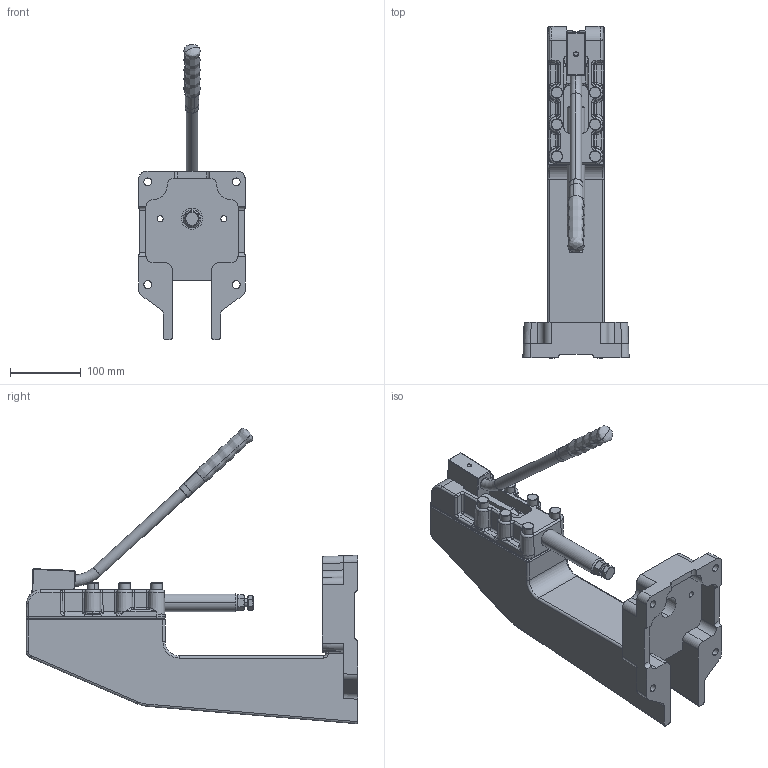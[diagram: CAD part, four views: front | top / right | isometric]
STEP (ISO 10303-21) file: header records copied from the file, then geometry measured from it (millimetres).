
FILE_DESCRIPTION (( 'STEP AP214' ), '1' );
FILE_NAME ('GH-32500PR(Â²¤Æ)-1.STEP', '2020-06-18T07:13:19', ( 'LinWei' ), ( '' ), 'SwSTEP 2.0', 'SolidWorks 2016', '' );
FILE_SCHEMA (( 'AUTOMOTIVE_DESIGN' ));
Length unit declared in the file: millimetre
Products named in the file (7): GH-32500MB(簡化)-1^GH-32500PR(簡化)-1; Group5^GH-32500PR(簡化)-1; Group4^GH-32500PR(簡化)-1; Group3^GH-32500PR(簡化)-1; Group2^GH-32500PR(簡化)-1; Group1^GH-32500PR(簡化)-1; GH-32500PR(簡化)-1
Assembly tree (6 placements, depth 2):
  GH-32500PR(簡化)-1
    Group1^GH-32500PR(簡化)-1
    Group2^GH-32500PR(簡化)-1
    Group3^GH-32500PR(簡化)-1
    Group4^GH-32500PR(簡化)-1
    Group5^GH-32500PR(簡化)-1
    GH-32500MB(簡化)-1^GH-32500PR(簡化)-1
Bounding box: 149.79 x 468 x 416.88 mm (x, y, z)
Volume: 2475013.9 mm3; surface area: 450046.1 mm2
Topology: 6 solids, 6 shells, 687 faces, 1653 edges, 955 vertices
Faces by surface type: cylinder 249, plane 183, cone 88, torus 69, bspline 64, sphere 34
Entity records: 25378 total; most frequent: CARTESIAN_POINT 8165, DIRECTION 3325, ORIENTED_EDGE 3210, EDGE_CURVE 1605, AXIS2_PLACEMENT_3D 1331, VERTEX_POINT 955, EDGE_LOOP 742, CIRCLE 699
